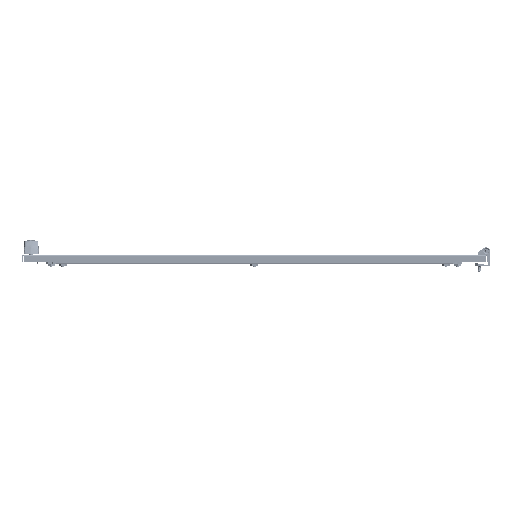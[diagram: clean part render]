
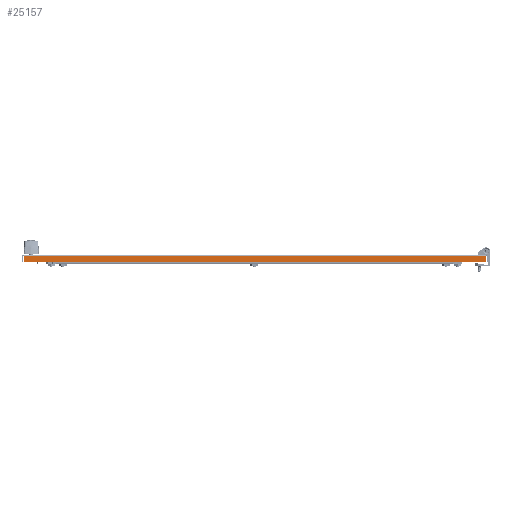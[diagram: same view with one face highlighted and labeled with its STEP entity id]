
A CAD part, front view. The second image highlights one B-rep face of the part: STEP entity #25157.
In plain terms, the highlighted planar face has unit normal (0, -1, 0).
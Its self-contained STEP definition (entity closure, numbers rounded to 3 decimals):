
#735 = VECTOR ( 'NONE', #18366, 1000. ) ;
#1659 = EDGE_CURVE ( 'NONE', #27246, #42313, #40936, .T. ) ;
#4509 = VECTOR ( 'NONE', #86102, 1000. ) ;
#14293 = ORIENTED_EDGE ( 'NONE', *, *, #59581, .F. ) ;
#14328 = CARTESIAN_POINT ( 'NONE',  ( 0., -595., -4. ) ) ;
#18366 = DIRECTION ( 'NONE',  ( -1., 0., 0. ) ) ;
#24856 = DIRECTION ( 'NONE',  ( 0., 1., 0. ) ) ;
#25000 = CARTESIAN_POINT ( 'NONE',  ( 495., -595., -15.8 ) ) ;
#25157 = ADVANCED_FACE ( 'NONE', ( #58447 ), #57999, .F. ) ;
#27246 = VERTEX_POINT ( 'NONE', #74828 ) ;
#30998 = VERTEX_POINT ( 'NONE', #42955 ) ;
#38572 = ORIENTED_EDGE ( 'NONE', *, *, #75515, .F. ) ;
#40936 = LINE ( 'NONE', #67900, #4509 ) ;
#42313 = VERTEX_POINT ( 'NONE', #74731 ) ;
#42955 = CARTESIAN_POINT ( 'NONE',  ( -493., -595., -15.8 ) ) ;
#44625 = LINE ( 'NONE', #71586, #63982 ) ;
#47919 = DIRECTION ( 'NONE',  ( 1., 0., 0. ) ) ;
#49304 = EDGE_CURVE ( 'NONE', #81709, #42313, #61189, .T. ) ;
#57999 = PLANE ( 'NONE',  #67943 ) ;
#58447 = FACE_OUTER_BOUND ( 'NONE', #79596, .T. ) ;
#58601 = LINE ( 'NONE', #25000, #735 ) ;
#59581 = EDGE_CURVE ( 'NONE', #30998, #81709, #44625, .T. ) ;
#60206 = DIRECTION ( 'NONE',  ( 0., 0., 1. ) ) ;
#61189 = LINE ( 'NONE', #14328, #78591 ) ;
#63982 = VECTOR ( 'NONE', #78256, 1000. ) ;
#67900 = CARTESIAN_POINT ( 'NONE',  ( 493., -595., 0. ) ) ;
#67943 = AXIS2_PLACEMENT_3D ( 'NONE', #85481, #24856, #60206 ) ;
#71586 = CARTESIAN_POINT ( 'NONE',  ( -493., -595., 0. ) ) ;
#72009 = ORIENTED_EDGE ( 'NONE', *, *, #1659, .T. ) ;
#74731 = CARTESIAN_POINT ( 'NONE',  ( 493., -595., -4. ) ) ;
#74828 = CARTESIAN_POINT ( 'NONE',  ( 493., -595., -15.8 ) ) ;
#75515 = EDGE_CURVE ( 'NONE', #27246, #30998, #58601, .T. ) ;
#78256 = DIRECTION ( 'NONE',  ( 0., 0., 1. ) ) ;
#78591 = VECTOR ( 'NONE', #47919, 1000. ) ;
#79596 = EDGE_LOOP ( 'NONE', ( #72009, #86481, #14293, #38572 ) ) ;
#81709 = VERTEX_POINT ( 'NONE', #87395 ) ;
#85481 = CARTESIAN_POINT ( 'NONE',  ( 0., -595., 0. ) ) ;
#86102 = DIRECTION ( 'NONE',  ( 0., 0., 1. ) ) ;
#86481 = ORIENTED_EDGE ( 'NONE', *, *, #49304, .F. ) ;
#87395 = CARTESIAN_POINT ( 'NONE',  ( -493., -595., -4. ) ) ;
